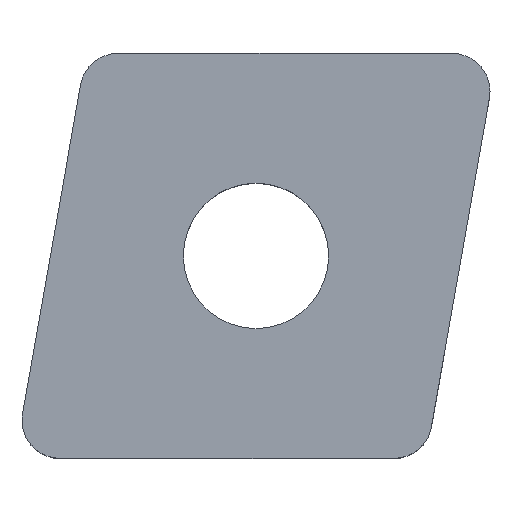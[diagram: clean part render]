
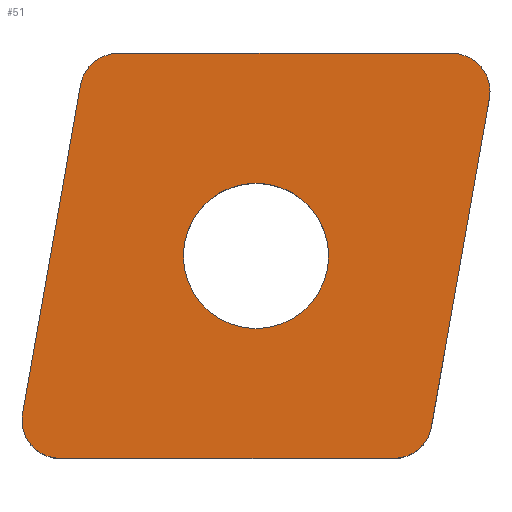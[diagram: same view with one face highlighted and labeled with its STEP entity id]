
A CAD part, top view. The second image highlights one B-rep face of the part: STEP entity #51.
In plain terms, the highlighted planar face has unit normal (0, 0, 1).
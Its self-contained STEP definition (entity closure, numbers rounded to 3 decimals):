
#51=ADVANCED_FACE('',(#97,#98),#62,.T.);
#62=PLANE('',#266);
#67=LINE('',#438,#83);
#71=LINE('',#446,#87);
#74=LINE('',#452,#90);
#77=LINE('',#458,#93);
#83=VECTOR('',#294,1.0);
#87=VECTOR('',#300,1.0);
#90=VECTOR('',#305,1.0);
#93=VECTOR('',#310,1.0);
#97=FACE_BOUND('',#107,.T.);
#98=FACE_BOUND('',#108,.T.);
#107=EDGE_LOOP('',(#140));
#108=EDGE_LOOP('',(#141,#142,#143,#144,#145,#146,#147,#148));
#140=ORIENTED_EDGE('',*,*,#206,.F.);
#141=ORIENTED_EDGE('',*,*,#204,.T.);
#142=ORIENTED_EDGE('',*,*,#207,.T.);
#143=ORIENTED_EDGE('',*,*,#194,.T.);
#144=ORIENTED_EDGE('',*,*,#208,.T.);
#145=ORIENTED_EDGE('',*,*,#198,.T.);
#146=ORIENTED_EDGE('',*,*,#209,.T.);
#147=ORIENTED_EDGE('',*,*,#201,.T.);
#148=ORIENTED_EDGE('',*,*,#210,.T.);
#176=VERTEX_POINT('',#439);
#177=VERTEX_POINT('',#440);
#178=VERTEX_POINT('',#445);
#179=VERTEX_POINT('',#447);
#180=VERTEX_POINT('',#451);
#181=VERTEX_POINT('',#453);
#182=VERTEX_POINT('',#457);
#183=VERTEX_POINT('',#459);
#184=VERTEX_POINT('',#463);
#194=EDGE_CURVE('',#176,#177,#67,.T.);
#198=EDGE_CURVE('',#179,#178,#71,.T.);
#201=EDGE_CURVE('',#181,#180,#74,.T.);
#204=EDGE_CURVE('',#183,#182,#77,.T.);
#206=EDGE_CURVE('',#184,#184,#216,.T.);
#207=EDGE_CURVE('',#182,#176,#217,.T.);
#208=EDGE_CURVE('',#177,#179,#218,.T.);
#209=EDGE_CURVE('',#178,#181,#219,.T.);
#210=EDGE_CURVE('',#180,#183,#220,.T.);
#216=CIRCLE('',#261,4.56);
#217=CIRCLE('',#262,2.381);
#218=CIRCLE('',#263,2.381);
#219=CIRCLE('',#264,2.381);
#220=CIRCLE('',#265,2.381);
#261=AXIS2_PLACEMENT_3D('',#462,#314,#315);
#262=AXIS2_PLACEMENT_3D('',#464,#316,#317);
#263=AXIS2_PLACEMENT_3D('',#465,#318,#319);
#264=AXIS2_PLACEMENT_3D('',#466,#320,#321);
#265=AXIS2_PLACEMENT_3D('',#467,#322,#323);
#266=AXIS2_PLACEMENT_3D('',#468,#324,#325);
#294=DIRECTION('',(-1.0,0.,0.));
#300=DIRECTION('',(-0.174,-0.985,0.));
#305=DIRECTION('',(1.0,0.,0.));
#310=DIRECTION('',(0.174,0.985,0.));
#314=DIRECTION('',(0.0,0.0,1.0));
#315=DIRECTION('',(-0.766,-0.643,0.0));
#316=DIRECTION('',(0.,0.,1.0));
#317=DIRECTION('',(-0.643,0.766,0.));
#318=DIRECTION('',(0.,0.,1.0));
#319=DIRECTION('',(-0.643,0.766,0.));
#320=DIRECTION('',(0.,0.,1.0));
#321=DIRECTION('',(-0.643,0.766,0.));
#322=DIRECTION('',(0.,0.,1.0));
#323=DIRECTION('',(-0.643,0.766,0.));
#324=DIRECTION('',(0.,0.,1.0));
#325=DIRECTION('',(-0.643,0.766,0.));
#438=CARTESIAN_POINT('',(15.135,25.4,0.));
#439=CARTESIAN_POINT('',(27.433,25.4,0.));
#440=CARTESIAN_POINT('',(6.477,25.4,0.));
#445=CARTESIAN_POINT('',(0.493,2.795,0.));
#446=CARTESIAN_POINT('',(2.628,14.905,0.));
#447=CARTESIAN_POINT('',(4.132,23.432,0.));
#451=CARTESIAN_POINT('',(23.794,0.,0.));
#452=CARTESIAN_POINT('',(15.135,0.,0.));
#453=CARTESIAN_POINT('',(2.838,0.,0.));
#457=CARTESIAN_POINT('',(29.778,22.605,0.));
#458=CARTESIAN_POINT('',(27.642,10.495,0.));
#459=CARTESIAN_POINT('',(26.139,1.968,0.));
#462=CARTESIAN_POINT('',(15.135,12.7,0.0));
#463=CARTESIAN_POINT('',(11.642,9.769,0.0));
#464=CARTESIAN_POINT('',(27.433,23.019,0.));
#465=CARTESIAN_POINT('',(6.477,23.019,0.));
#466=CARTESIAN_POINT('',(2.838,2.381,0.));
#467=CARTESIAN_POINT('',(23.794,2.381,0.));
#468=CARTESIAN_POINT('',(15.135,12.7,0.));
